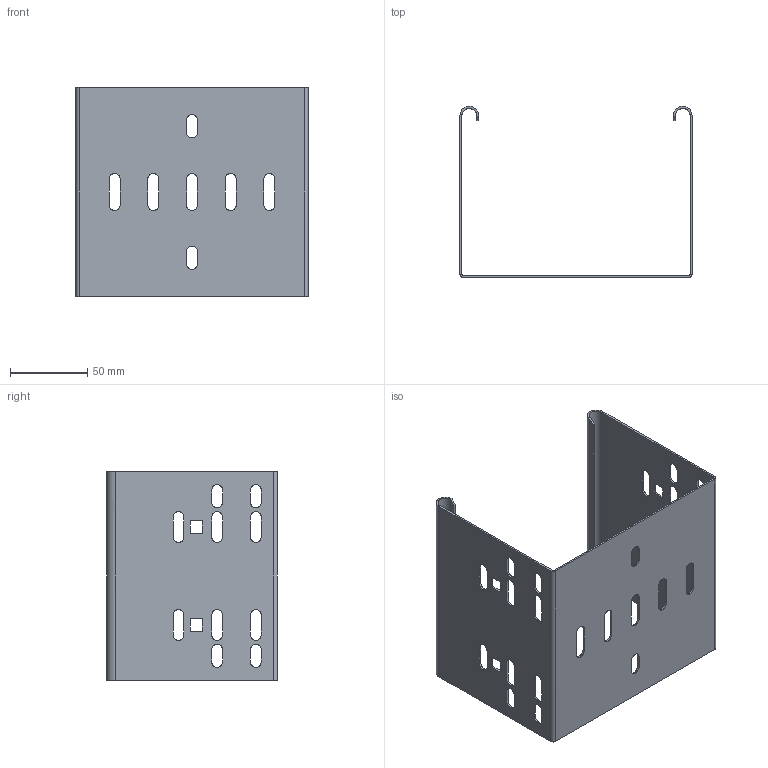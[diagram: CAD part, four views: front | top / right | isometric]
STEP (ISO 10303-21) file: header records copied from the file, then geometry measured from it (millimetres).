
FILE_DESCRIPTION(/* description */ (''),/* implementation_level */ '2;1');
FILE_NAME(/* name */ '6065912',/* time_stamp */ '2014-10-10T13:33:21+02:00',/* author */ (''),/* organization */ (''),/* preprocessor_version */ 'ST-DEVELOPER v15',/* originating_system */ '',/* authorisation */ '');
FILE_SCHEMA (('AUTOMOTIVE_DESIGN'));
Length unit declared in the file: millimetre
Products named in the file (1): Document
Bounding box: 150 x 110.49 x 135 mm (x, y, z)
Volume: 62449 mm3; surface area: 102495.9 mm2
Topology: 1 solids, 1 shells, 171 faces, 499 edges, 330 vertices
Faces by surface type: plane 88, bspline 83
Entity records: 6011 total; most frequent: CARTESIAN_POINT 3074, ORIENTED_EDGE 998, EDGE_CURVE 499, VERTEX_POINT 330, EDGE_LOOP 233, B_SPLINE_CURVE_WITH_KNOTS 184, ADVANCED_FACE 171, FACE_OUTER_BOUND 171
